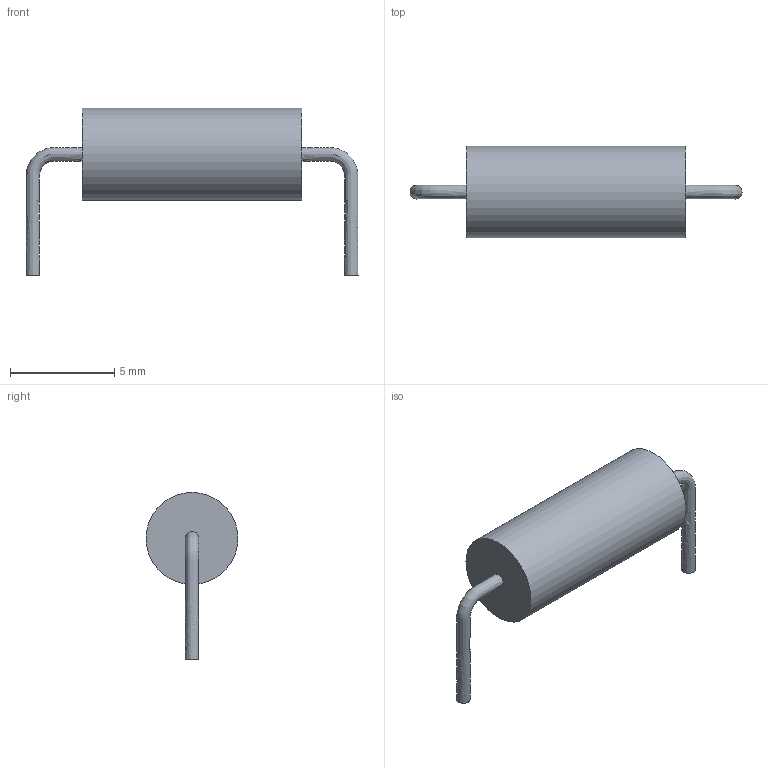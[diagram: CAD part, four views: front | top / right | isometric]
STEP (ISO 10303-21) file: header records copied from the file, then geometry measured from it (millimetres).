
FILE_DESCRIPTION(/* description */ (''),/* implementation_level */ '2;1');
FILE_NAME(/* name */ 'RES_TYCO_UPF50.stp',/* time_stamp */ '2016-07-22T17:56:55+02:00',/* author */ ('riccim'),/* organization */ ('SolidWorks'),/* preprocessor_version */ 'ST-DEVELOPER v15.5',/* originating_system */ 'AutoCAD Mechanical',/* authorisation */ ' ');
FILE_SCHEMA (('AUTOMOTIVE_DESIGN { 1 0 10303 214 3 1 1 }'));
Length unit declared in the file: millimetre
Products named in the file (1): Product
Bounding box: 15.89 x 4.4 x 8 mm (x, y, z)
Volume: 164.8 mm3; surface area: 208.4 mm2
Topology: 3 solids, 3 shells, 9 faces, 9 edges, 6 vertices
Faces by surface type: plane 6, bspline 2, cylinder 1
Full cylindrical faces by diameter (mm): 4.4 x1
Entity records: 1309 total; most frequent: CARTESIAN_POINT 1148, DIRECTION 24, ORIENTED_EDGE 16, AXIS2_PLACEMENT_3D 12, EDGE_LOOP 10, FACE_OUTER_BOUND 9, ADVANCED_FACE 9, EDGE_CURVE 8
